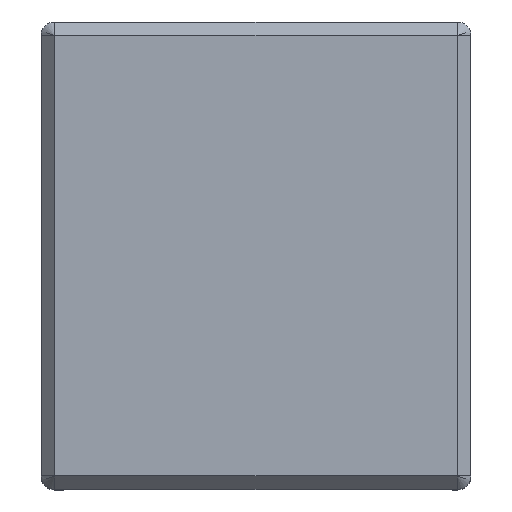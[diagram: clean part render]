
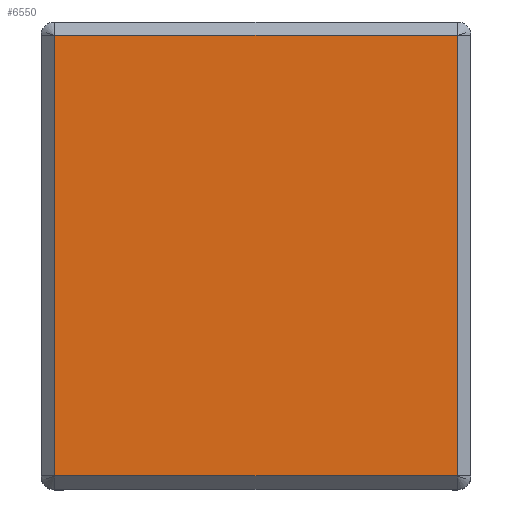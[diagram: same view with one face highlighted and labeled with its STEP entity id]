
A CAD part, top view. The second image highlights one B-rep face of the part: STEP entity #6550.
In plain terms, the highlighted planar face has unit normal (0, 0, 1).
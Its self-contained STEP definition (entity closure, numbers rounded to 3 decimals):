
#6085 = VERTEX_POINT('',#6086);
#6086 = CARTESIAN_POINT('',(14.857,-8.4,18.));
#6092 = EDGE_CURVE('',#6085,#6093,#6095,.T.);
#6093 = VERTEX_POINT('',#6094);
#6094 = CARTESIAN_POINT('',(-15.143,-8.4,18.));
#6095 = LINE('',#6096,#6097);
#6096 = CARTESIAN_POINT('',(14.857,-8.4,18.));
#6097 = VECTOR('',#6098,1.);
#6098 = DIRECTION('',(-1.,0.,0.));
#6550 = ADVANCED_FACE('',(#6551),#6576,.T.);
#6551 = FACE_BOUND('',#6552,.T.);
#6552 = EDGE_LOOP('',(#6553,#6561,#6562,#6570));
#6553 = ORIENTED_EDGE('',*,*,#6554,.F.);
#6554 = EDGE_CURVE('',#6093,#6555,#6557,.T.);
#6555 = VERTEX_POINT('',#6556);
#6556 = CARTESIAN_POINT('',(-15.143,24.4,18.));
#6557 = LINE('',#6558,#6559);
#6558 = CARTESIAN_POINT('',(-15.143,-8.4,18.));
#6559 = VECTOR('',#6560,1.);
#6560 = DIRECTION('',(0.,1.,0.));
#6561 = ORIENTED_EDGE('',*,*,#6092,.F.);
#6562 = ORIENTED_EDGE('',*,*,#6563,.F.);
#6563 = EDGE_CURVE('',#6564,#6085,#6566,.T.);
#6564 = VERTEX_POINT('',#6565);
#6565 = CARTESIAN_POINT('',(14.857,24.4,18.));
#6566 = LINE('',#6567,#6568);
#6567 = CARTESIAN_POINT('',(14.857,24.4,18.));
#6568 = VECTOR('',#6569,1.);
#6569 = DIRECTION('',(0.,-1.,0.));
#6570 = ORIENTED_EDGE('',*,*,#6571,.F.);
#6571 = EDGE_CURVE('',#6555,#6564,#6572,.T.);
#6572 = LINE('',#6573,#6574);
#6573 = CARTESIAN_POINT('',(-15.143,24.4,18.));
#6574 = VECTOR('',#6575,1.);
#6575 = DIRECTION('',(1.,0.,0.));
#6576 = PLANE('',#6577);
#6577 = AXIS2_PLACEMENT_3D('',#6578,#6579,#6580);
#6578 = CARTESIAN_POINT('',(-0.143,8.,18.));
#6579 = DIRECTION('',(0.,0.,1.));
#6580 = DIRECTION('',(1.,0.,0.));
